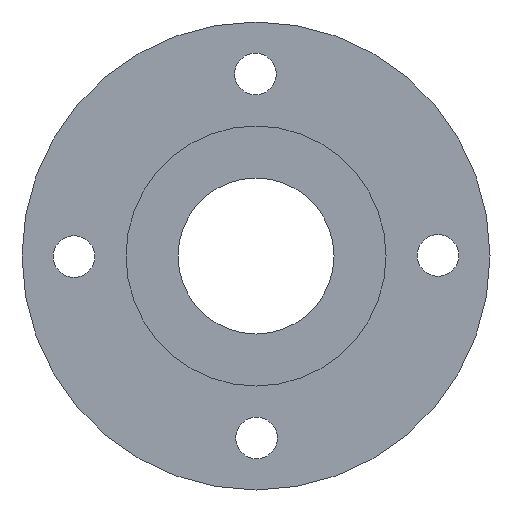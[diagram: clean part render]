
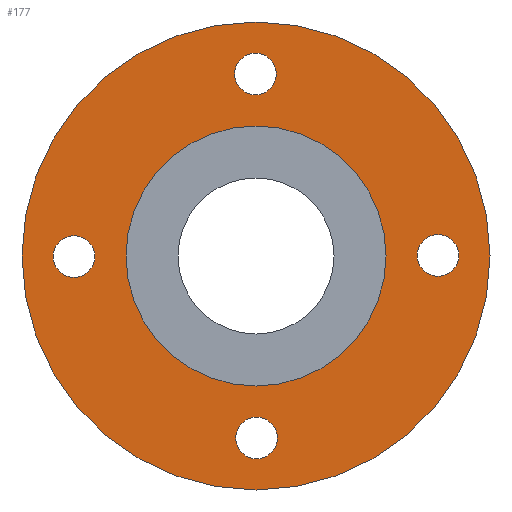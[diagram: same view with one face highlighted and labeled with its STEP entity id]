
A CAD part, left-side view. The second image highlights one B-rep face of the part: STEP entity #177.
In plain terms, the highlighted planar face has unit normal (-1, 0, 0).
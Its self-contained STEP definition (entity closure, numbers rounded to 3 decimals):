
#15=FACE_BOUND('',#45,.T.);
#16=FACE_BOUND('',#46,.T.);
#17=FACE_BOUND('',#47,.T.);
#18=FACE_BOUND('',#48,.T.);
#19=FACE_BOUND('',#49,.T.);
#26=PLANE('',#211);
#34=FACE_OUTER_BOUND('',#44,.T.);
#44=EDGE_LOOP('',(#143));
#45=EDGE_LOOP('',(#144));
#46=EDGE_LOOP('',(#145));
#47=EDGE_LOOP('',(#146));
#48=EDGE_LOOP('',(#147));
#49=EDGE_LOOP('',(#148));
#74=CIRCLE('',#197,2.);
#76=CIRCLE('',#200,2.);
#78=CIRCLE('',#203,2.);
#80=CIRCLE('',#206,2.);
#82=CIRCLE('',#209,12.5);
#84=CIRCLE('',#212,22.5);
#88=VERTEX_POINT('',#279);
#90=VERTEX_POINT('',#285);
#92=VERTEX_POINT('',#291);
#94=VERTEX_POINT('',#297);
#96=VERTEX_POINT('',#303);
#98=VERTEX_POINT('',#309);
#102=EDGE_CURVE('',#88,#88,#74,.T.);
#105=EDGE_CURVE('',#90,#90,#76,.T.);
#108=EDGE_CURVE('',#92,#92,#78,.T.);
#111=EDGE_CURVE('',#94,#94,#80,.T.);
#114=EDGE_CURVE('',#96,#96,#82,.T.);
#117=EDGE_CURVE('',#98,#98,#84,.T.);
#143=ORIENTED_EDGE('',*,*,#117,.F.);
#144=ORIENTED_EDGE('',*,*,#102,.T.);
#145=ORIENTED_EDGE('',*,*,#105,.T.);
#146=ORIENTED_EDGE('',*,*,#108,.T.);
#147=ORIENTED_EDGE('',*,*,#111,.T.);
#148=ORIENTED_EDGE('',*,*,#114,.T.);
#177=ADVANCED_FACE('',(#34,#15,#16,#17,#18,#19),#26,.T.);
#197=AXIS2_PLACEMENT_3D('',#280,#224,#225);
#200=AXIS2_PLACEMENT_3D('',#286,#231,#232);
#203=AXIS2_PLACEMENT_3D('',#292,#238,#239);
#206=AXIS2_PLACEMENT_3D('',#298,#245,#246);
#209=AXIS2_PLACEMENT_3D('',#304,#252,#253);
#211=AXIS2_PLACEMENT_3D('',#308,#257,#258);
#212=AXIS2_PLACEMENT_3D('',#310,#259,#260);
#224=DIRECTION('center_axis',(1.,0.,0.));
#225=DIRECTION('ref_axis',(0.,0.,1.));
#231=DIRECTION('center_axis',(1.,0.,0.));
#232=DIRECTION('ref_axis',(0.,0.,1.));
#238=DIRECTION('center_axis',(1.,0.,0.));
#239=DIRECTION('ref_axis',(0.,0.,1.));
#245=DIRECTION('center_axis',(1.,0.,0.));
#246=DIRECTION('ref_axis',(0.,0.,1.));
#252=DIRECTION('center_axis',(1.,0.,0.));
#253=DIRECTION('ref_axis',(0.,0.,-1.));
#257=DIRECTION('center_axis',(-1.,0.,0.));
#258=DIRECTION('ref_axis',(0.,0.,1.));
#259=DIRECTION('center_axis',(1.,0.,0.));
#260=DIRECTION('ref_axis',(0.,0.,-1.));
#279=CARTESIAN_POINT('',(20.,-17.5,-1.947));
#280=CARTESIAN_POINT('Origin',(20.,-17.5,0.053));
#285=CARTESIAN_POINT('',(20.,-0.053,-19.5));
#286=CARTESIAN_POINT('Origin',(20.,-0.053,-17.5));
#291=CARTESIAN_POINT('',(20.,0.053,15.5));
#292=CARTESIAN_POINT('Origin',(20.,0.053,17.5));
#297=CARTESIAN_POINT('',(20.,17.5,-2.053));
#298=CARTESIAN_POINT('Origin',(20.,17.5,-0.053));
#303=CARTESIAN_POINT('',(20.,0.,12.5));
#304=CARTESIAN_POINT('Origin',(20.,0.,0.));
#308=CARTESIAN_POINT('Origin',(20.,0.,-22.5));
#309=CARTESIAN_POINT('',(20.,0.,22.5));
#310=CARTESIAN_POINT('Origin',(20.,0.,0.));
